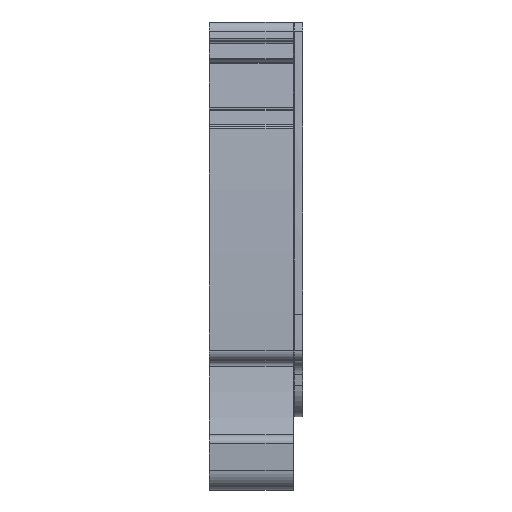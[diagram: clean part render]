
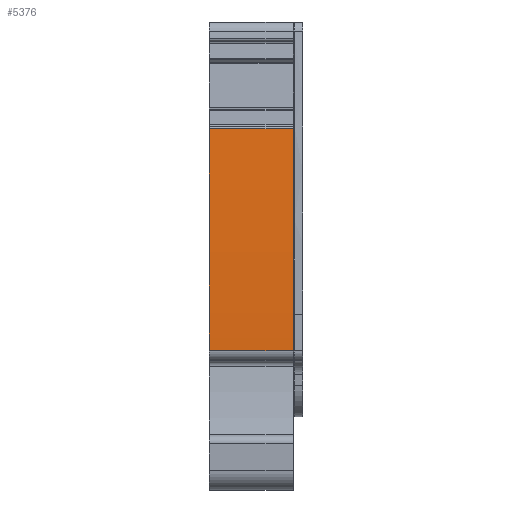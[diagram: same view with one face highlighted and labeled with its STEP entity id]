
A CAD part, front view. The second image highlights one B-rep face of the part: STEP entity #5376.
In plain terms, the highlighted cylindrical face has radius 250 mm (diameter 500 mm), a partial arc.
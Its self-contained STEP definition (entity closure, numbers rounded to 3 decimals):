
#2313=AXIS2_PLACEMENT_3D('Circle Axis2P3D',#2311,#2312,$) ;
#2320=AXIS2_PLACEMENT_3D('Circle Axis2P3D',#2318,#2319,$) ;
#4165=AXIS2_PLACEMENT_3D('Cylinder Axis2P3D',#4162,#4163,#4164) ;
#5358=AXIS2_PLACEMENT_3D('Circle Axis2P3D',#5356,#5357,$) ;
#5365=AXIS2_PLACEMENT_3D('Circle Axis2P3D',#5363,#5364,$) ;
#2308=CARTESIAN_POINT('Vertex',(0.,1.529,13.45)) ;
#2311=CARTESIAN_POINT('Axis2P3D Location',(0.,251.503,17.05)) ;
#2315=CARTESIAN_POINT('Vertex',(0.,1.503,17.05)) ;
#2318=CARTESIAN_POINT('Axis2P3D Location',(0.,251.503,17.05)) ;
#2322=CARTESIAN_POINT('Vertex',(0.,2.138,34.861)) ;
#4162=CARTESIAN_POINT('Axis2P3D Location',(4.05,251.503,17.05)) ;
#5327=CARTESIAN_POINT('Vertex',(8.1,2.138,34.861)) ;
#5335=CARTESIAN_POINT('Line Origine',(4.05,2.138,34.861)) ;
#5349=CARTESIAN_POINT('Line Origine',(4.05,1.529,13.45)) ;
#5353=CARTESIAN_POINT('Vertex',(8.1,1.529,13.45)) ;
#5356=CARTESIAN_POINT('Axis2P3D Location',(8.1,251.503,17.05)) ;
#5360=CARTESIAN_POINT('Vertex',(8.1,1.503,17.05)) ;
#5363=CARTESIAN_POINT('Axis2P3D Location',(8.1,251.503,17.05)) ;
#2312=DIRECTION('Axis2P3D Direction',(1.,0.,0.)) ;
#2319=DIRECTION('Axis2P3D Direction',(1.,0.,0.)) ;
#4163=DIRECTION('Axis2P3D Direction',(1.,0.,0.)) ;
#4164=DIRECTION('Axis2P3D XDirection',(0.,-0.994,0.109)) ;
#5336=DIRECTION('Vector Direction',(1.,0.,0.)) ;
#5350=DIRECTION('Vector Direction',(1.,0.,0.)) ;
#5357=DIRECTION('Axis2P3D Direction',(1.,0.,0.)) ;
#5364=DIRECTION('Axis2P3D Direction',(1.,0.,0.)) ;
#5337=VECTOR('Line Direction',#5336,1.) ;
#5351=VECTOR('Line Direction',#5350,1.) ;
#5369=ORIENTED_EDGE('',*,*,#2324,.T.) ;
#5370=ORIENTED_EDGE('',*,*,#2317,.T.) ;
#5371=ORIENTED_EDGE('',*,*,#5355,.F.) ;
#5372=ORIENTED_EDGE('',*,*,#5362,.F.) ;
#5373=ORIENTED_EDGE('',*,*,#5367,.F.) ;
#5374=ORIENTED_EDGE('',*,*,#5339,.T.) ;
#5376=ADVANCED_FACE('MLD',(#5375),#4166,.T.) ;
#2314=CIRCLE('generated circle',#2313,250.) ;
#2321=CIRCLE('generated circle',#2320,250.) ;
#5359=CIRCLE('generated circle',#5358,250.) ;
#5366=CIRCLE('generated circle',#5365,250.) ;
#4166=CYLINDRICAL_SURFACE('generated cylinder',#4165,250.) ;
#2317=EDGE_CURVE('',#2316,#2309,#2314,.T.) ;
#2324=EDGE_CURVE('',#2323,#2316,#2321,.T.) ;
#5339=EDGE_CURVE('',#5328,#2323,#5338,.F.) ;
#5355=EDGE_CURVE('',#5354,#2309,#5352,.F.) ;
#5362=EDGE_CURVE('',#5361,#5354,#5359,.T.) ;
#5367=EDGE_CURVE('',#5328,#5361,#5366,.T.) ;
#5368=EDGE_LOOP('',(#5369,#5370,#5371,#5372,#5373,#5374)) ;
#5375=FACE_OUTER_BOUND('',#5368,.T.) ;
#5338=LINE('Line',#5335,#5337) ;
#5352=LINE('Line',#5349,#5351) ;
#2309=VERTEX_POINT('',#2308) ;
#2316=VERTEX_POINT('',#2315) ;
#2323=VERTEX_POINT('',#2322) ;
#5328=VERTEX_POINT('',#5327) ;
#5354=VERTEX_POINT('',#5353) ;
#5361=VERTEX_POINT('',#5360) ;
